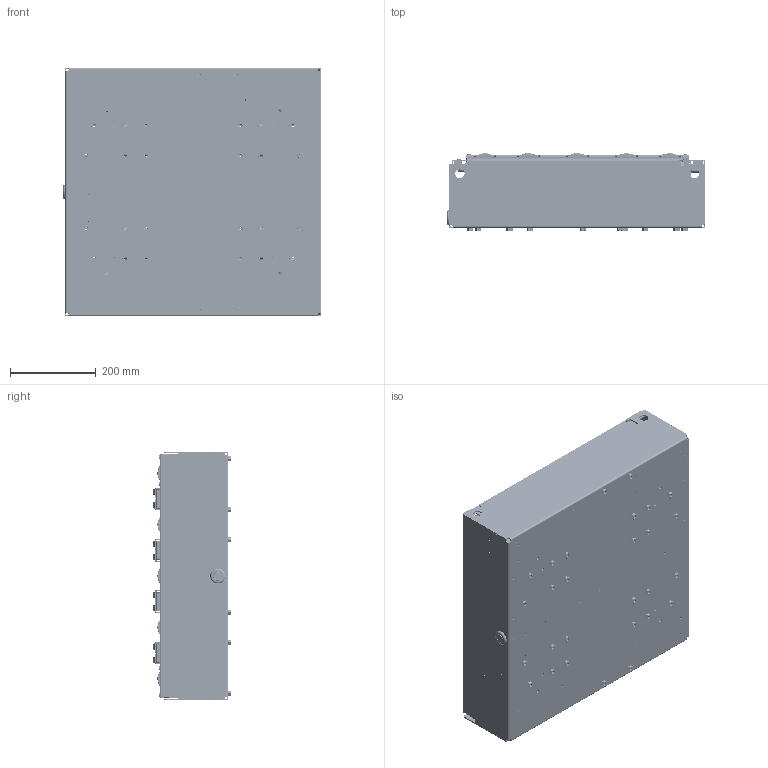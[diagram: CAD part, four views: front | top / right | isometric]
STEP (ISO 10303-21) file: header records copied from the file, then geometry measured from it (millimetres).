
FILE_DESCRIPTION(/* description */ (''),/* implementation_level */ '2;1');
FILE_NAME(/* name */ '',/* time_stamp */ '2024-01-26T13:13:32+09:00',/* author */ ('y-kakiuchi'),/* organization */ (''),/* preprocessor_version */ 'ST-DEVELOPER v20',/* originating_system */ 'Autodesk Inventor 2024',/* authorisation */ '');
FILE_SCHEMA (('AUTOMOTIVE_DESIGN { 1 0 10303 214 3 1 1 }'));
Products named in the file (1): DMRT-664-SSS-100-0 M-RAT完成品
Bounding box: 603.98 x 181.5 x 580 mm (x, y, z)
Volume: 12201932.5 mm3; surface area: 4149467.3 mm2
Topology: 4 solids, 22 shells, 8032 faces, 21546 edges, 14078 vertices
Faces by surface type: cylinder 4123, plane 3290, cone 416, torus 163, bspline 40
Full cylindrical faces by diameter (mm): 2.5 x2, 3 x2, 4 x68, 4.2 x16, 4.5 x4, 5 x6, 5.6 x20, 6 x4, 6.2 x4, 6.5 x32, 6.647 x32, 7 x32, 8 x108, 8.1 x48, 9 x4, 13 x20, 15 x10, 19 x2, 21 x5, 22 x5, 25.4 x4, 27.4 x1, 30 x45, 30.4 x1, 31 x1, 35 x1, 56.7 x1, 56.8 x4, 57 x5
Entity records: 263980 total; most frequent: DIRECTION 46417, CARTESIAN_POINT 46251, ORIENTED_EDGE 43052, EDGE_CURVE 21526, AXIS2_PLACEMENT_3D 17431, VERTEX_POINT 14078, LINE 11555, VECTOR 11555
